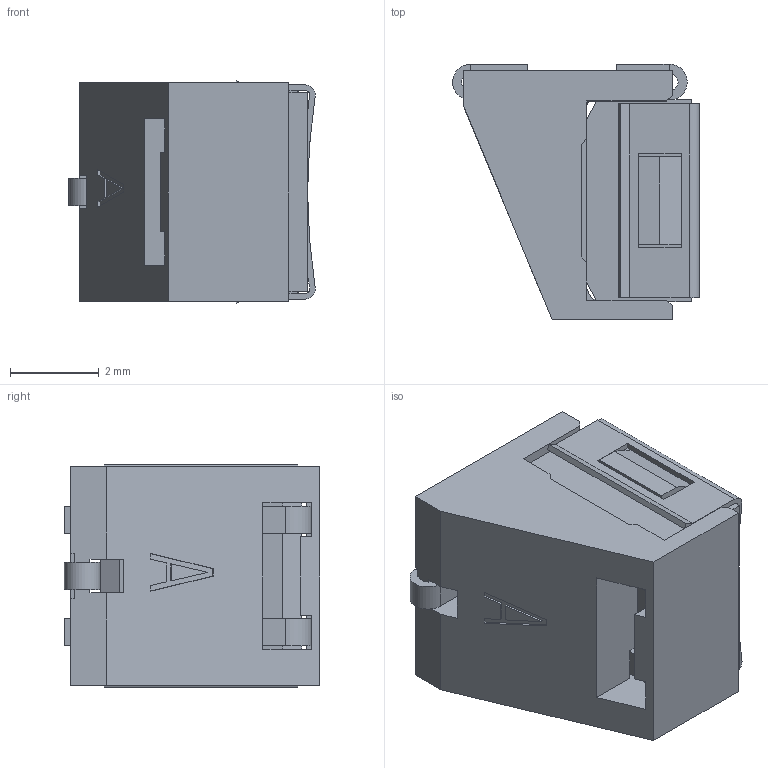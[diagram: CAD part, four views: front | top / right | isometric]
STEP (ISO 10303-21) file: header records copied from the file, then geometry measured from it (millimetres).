
FILE_DESCRIPTION((''),'2;1');
FILE_NAME('P3314Z-A-ADAPTER','2013-08-06T',('maxm'),('Bourns, Inc.'),'PRO/ENGINEER BY PARAMETRIC TECHNOLOGY CORPORATION, 2012230','PRO/ENGINEER BY PARAMETRIC TECHNOLOGY CORPORATION, 2012230','');
FILE_SCHEMA(('CONFIG_CONTROL_DESIGN'));
Length unit declared in the file: inch
Products named in the file (1): P3314Z-A-ADAPTER
Bounding box: 5.56 x 5.76 x 5.01 mm (x, y, z)
Volume: 102.1 mm3; surface area: 342.1 mm2
Topology: 2 solids, 2 shells, 441 faces, 1293 edges, 826 vertices
Faces by surface type: plane 355, cylinder 81, cone 5
Entity records: 14784 total; most frequent: CARTESIAN_POINT 3190, ORIENTED_EDGE 2586, DIRECTION 2167, EDGE_CURVE 1293, VECTOR 927, LINE 927, VERTEX_POINT 826, AXIS2_PLACEMENT_3D 620
